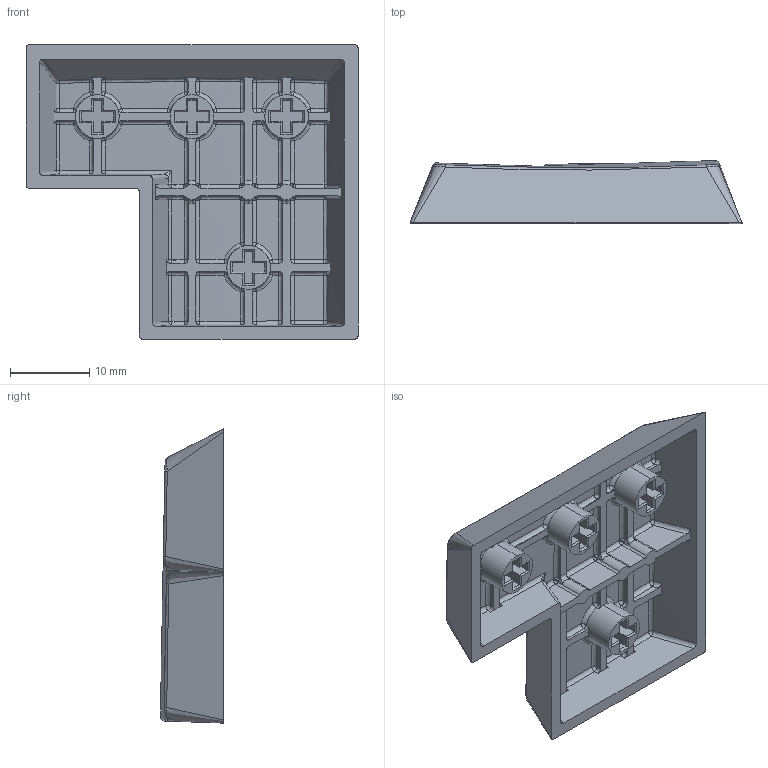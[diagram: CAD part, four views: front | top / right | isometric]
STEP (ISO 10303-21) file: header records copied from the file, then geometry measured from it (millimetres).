
FILE_DESCRIPTION (( 'STEP AP214' ), '1' );
FILE_NAME ('BAE.STEP', '2023-01-18T20:07:47', ( '' ), ( '' ), 'SwSTEP 2.0', 'SolidWorks 2019', '' );
FILE_SCHEMA (( 'AUTOMOTIVE_DESIGN' ));
Length unit declared in the file: millimetre
Products named in the file (1): BAE
Bounding box: 41.91 x 7.95 x 37.15 mm (x, y, z)
Volume: 3740 mm3; surface area: 4766.1 mm2
Topology: 1 solids, 1 shells, 556 faces, 1340 edges, 767 vertices
Faces by surface type: plane 176, bspline 169, cylinder 101, sphere 101, torus 9
Entity records: 18491 total; most frequent: CARTESIAN_POINT 7217, ORIENTED_EDGE 2556, DIRECTION 2064, EDGE_CURVE 1278, AXIS2_PLACEMENT_3D 811, VERTEX_POINT 729, EDGE_LOOP 561, FACE_OUTER_BOUND 556
